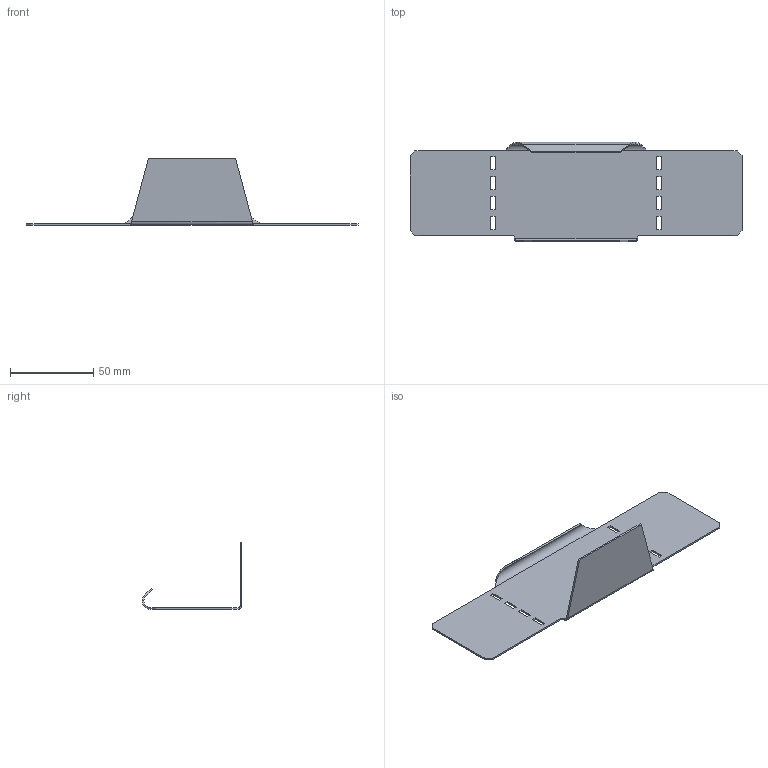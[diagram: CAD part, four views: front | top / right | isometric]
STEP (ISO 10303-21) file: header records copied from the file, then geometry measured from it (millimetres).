
FILE_DESCRIPTION((''),'2;1');
FILE_NAME('7106106','2013-02-08T',('AndreasKeweloh'),(''),'PRO/ENGINEER BY PARAMETRIC TECHNOLOGY CORPORATION, 2012360','PRO/ENGINEER BY PARAMETRIC TECHNOLOGY CORPORATION, 2012360','');
FILE_SCHEMA(('CONFIG_CONTROL_DESIGN'));
Length unit declared in the file: millimetre
Products named in the file (1): 7106106
Bounding box: 200 x 60 x 40 mm (x, y, z)
Volume: 13852.8 mm3; surface area: 28446.9 mm2
Topology: 1 solids, 1 shells, 66 faces, 176 edges, 112 vertices
Faces by surface type: plane 58, bspline 4, cylinder 4
Entity records: 2266 total; most frequent: CARTESIAN_POINT 586, ORIENTED_EDGE 352, DIRECTION 292, EDGE_CURVE 176, VECTOR 168, LINE 168, VERTEX_POINT 112, EDGE_LOOP 82
